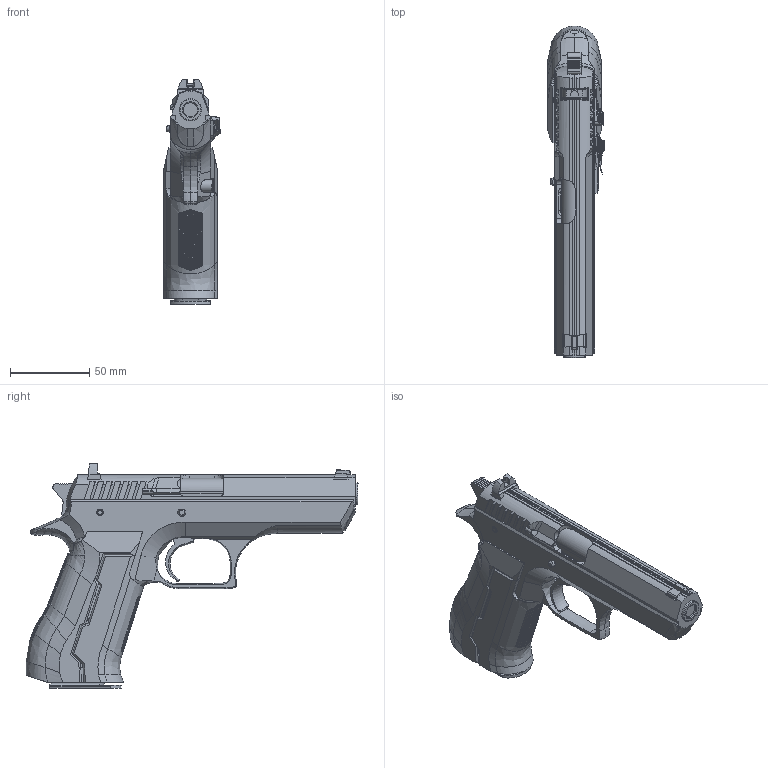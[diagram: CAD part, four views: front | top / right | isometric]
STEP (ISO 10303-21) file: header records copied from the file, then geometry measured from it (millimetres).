
FILE_DESCRIPTION(/* description */ ('Unknown'),/* implementation_level */ '2;1');
FILE_NAME(/* name */ 'jericho941_pre2007_cowboyBebobGrips_midSize_noLaser_assembly',/* time_stamp */ '2024-08-03T21:36:30-10:00',/* author */ ('Unknown'),/* organization */ ('Unknown'),/* preprocessor_version */ 'ST-DEVELOPER v18.1',/* originating_system */ 'Solid Edge',/* authorisation */ 'Unknown');
FILE_SCHEMA (('AUTOMOTIVE_DESIGN {1 0 10303 214 3 1 1}'));
Products named in the file (7): jericho941_pre2007_grips; jericho941_pre2007_grip_cowboyBebop; M3_prusaNut; jericho941_pre2007_bodyBuck; M3_countersunkHead_6mm; jericho941_pre2007_grip_cowboyBebop_backstrap_small_noLaser; M2_countersunkHead_4mm
Assembly tree (9 placements, depth 2):
  jericho941_pre2007_grips
    jericho941_pre2007_grip_cowboyBebop
    M3_prusaNut  x2
    jericho941_pre2007_bodyBuck
    M3_countersunkHead_6mm  x2
    jericho941_pre2007_grip_cowboyBebop_backstrap_small_noLaser
    M2_countersunkHead_4mm  x2
Bounding box: 35.35 x 209.04 x 141.64 mm (x, y, z)
Volume: 316706.3 mm3; surface area: 74476.4 mm2
Topology: 13 solids, 14 shells, 1130 faces, 3084 edges, 1997 vertices
Faces by surface type: plane 673, bspline 247, cylinder 181, cone 13, torus 10, sphere 6
Full cylindrical faces by diameter (mm): 3 x4, 3.7 x2, 5.9 x2, 9 x1, 14 x1
Entity records: 48560 total; most frequent: CARTESIAN_POINT 18986, ORIENTED_EDGE 5816, DIRECTION 4616, EDGE_CURVE 2908, VERTEX_POINT 1897, LINE 1568, VECTOR 1568, AXIS2_PLACEMENT_3D 1524
